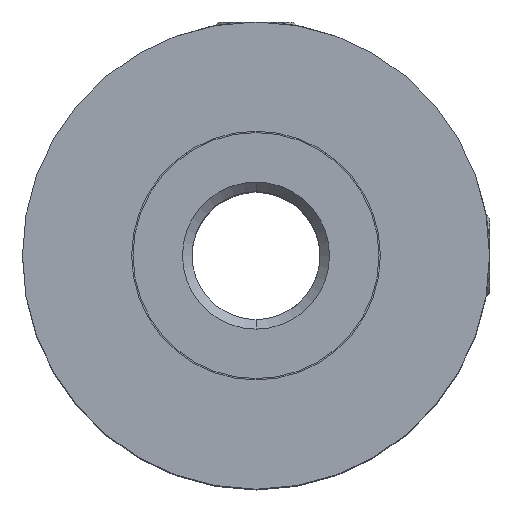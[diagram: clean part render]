
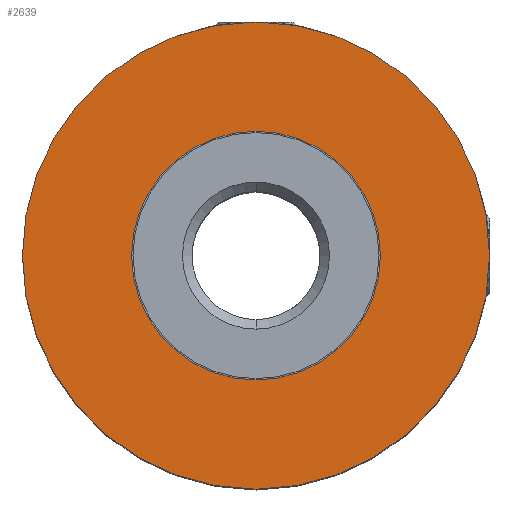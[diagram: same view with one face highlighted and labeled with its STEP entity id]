
A CAD part, top view. The second image highlights one B-rep face of the part: STEP entity #2639.
In plain terms, the highlighted planar face has unit normal (0, 0, 1).
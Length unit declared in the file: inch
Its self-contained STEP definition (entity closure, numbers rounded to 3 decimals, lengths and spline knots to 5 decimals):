
#14=CARTESIAN_POINT('',(0.,0.,0.238));
#15=DIRECTION('',(0.,0.,1.));
#16=DIRECTION('',(0.,1.,0.));
#17=AXIS2_PLACEMENT_3D('',#14,#15,#16);
#19=CARTESIAN_POINT('',(0.,0.,0.238));
#20=DIRECTION('',(0.,0.,-1.));
#21=DIRECTION('',(0.,1.,0.));
#22=AXIS2_PLACEMENT_3D('',#19,#20,#21);
#34=CARTESIAN_POINT('',(0.,0.,0.238));
#35=DIRECTION('',(0.,0.,1.));
#36=DIRECTION('',(1.,0.,0.));
#37=AXIS2_PLACEMENT_3D('',#34,#35,#36);
#39=CARTESIAN_POINT('',(0.,0.,0.238));
#40=DIRECTION('',(0.,0.,1.));
#41=DIRECTION('',(-1.,0.,0.));
#42=AXIS2_PLACEMENT_3D('',#39,#40,#41);
#2140=CARTESIAN_POINT('',(0.,0.3425,0.238));
#2141=CARTESIAN_POINT('',(0.,-0.3425,0.238));
#2142=VERTEX_POINT('',#2140);
#2143=VERTEX_POINT('',#2141);
#2268=CARTESIAN_POINT('',(0.18238,0.,0.238));
#2269=CARTESIAN_POINT('',(-0.18238,0.,0.238));
#2270=VERTEX_POINT('',#2268);
#2271=VERTEX_POINT('',#2269);
#2622=CARTESIAN_POINT('',(0.,0.,0.238));
#2623=DIRECTION('',(0.,0.,-1.));
#2624=DIRECTION('',(0.,-1.,0.));
#2625=AXIS2_PLACEMENT_3D('',#2622,#2623,#2624);
#2626=PLANE('',#2625);
#2628=ORIENTED_EDGE('',*,*,#2627,.F.);
#2630=ORIENTED_EDGE('',*,*,#2629,.T.);
#2631=EDGE_LOOP('',(#2628,#2630));
#2632=FACE_OUTER_BOUND('',#2631,.F.);
#2634=ORIENTED_EDGE('',*,*,#2633,.T.);
#2636=ORIENTED_EDGE('',*,*,#2635,.T.);
#2637=EDGE_LOOP('',(#2634,#2636));
#2638=FACE_BOUND('',#2637,.F.);
#18=CIRCLE('',#17,0.3425);
#23=CIRCLE('',#22,0.3425);
#38=CIRCLE('',#37,0.18238);
#43=CIRCLE('',#42,0.18238);
#2627=EDGE_CURVE('',#2142,#2143,#18,.T.);
#2629=EDGE_CURVE('',#2142,#2143,#23,.T.);
#2633=EDGE_CURVE('',#2270,#2271,#38,.T.);
#2635=EDGE_CURVE('',#2271,#2270,#43,.T.);
#2639=ADVANCED_FACE('',(#2632,#2638),#2626,.F.);
